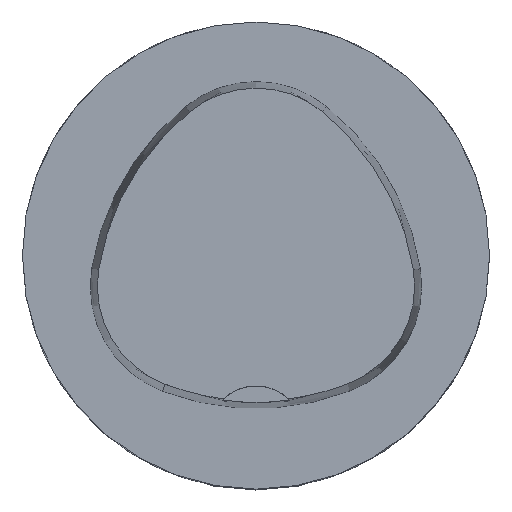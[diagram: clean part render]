
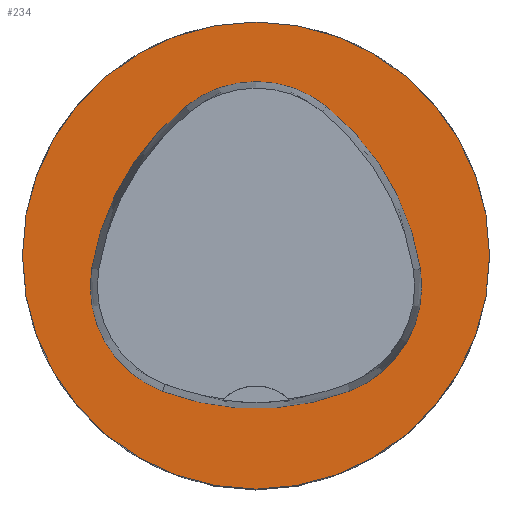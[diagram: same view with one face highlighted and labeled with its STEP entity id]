
A CAD part, top view. The second image highlights one B-rep face of the part: STEP entity #234.
In plain terms, the highlighted planar face has unit normal (0, 0, 1).
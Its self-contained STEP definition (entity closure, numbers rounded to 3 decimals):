
#185=PLANE('',#781);
#234=ADVANCED_FACE('',(#284,#285),#185,.T.);
#284=FACE_BOUND('',#325,.T.);
#285=FACE_BOUND('',#326,.T.);
#325=EDGE_LOOP('',(#420,#421,#422,#423,#424,#425));
#326=EDGE_LOOP('',(#426));
#420=ORIENTED_EDGE('',*,*,#562,.T.);
#421=ORIENTED_EDGE('',*,*,#542,.T.);
#422=ORIENTED_EDGE('',*,*,#546,.T.);
#423=ORIENTED_EDGE('',*,*,#549,.T.);
#424=ORIENTED_EDGE('',*,*,#552,.T.);
#425=ORIENTED_EDGE('',*,*,#560,.T.);
#426=ORIENTED_EDGE('',*,*,#533,.F.);
#486=VERTEX_POINT('',#1174);
#495=VERTEX_POINT('',#1193);
#496=VERTEX_POINT('',#1194);
#499=VERTEX_POINT('',#1202);
#501=VERTEX_POINT('',#1208);
#503=VERTEX_POINT('',#1214);
#510=VERTEX_POINT('',#1235);
#533=EDGE_CURVE('',#486,#486,#587,.T.);
#542=EDGE_CURVE('',#495,#496,#588,.T.);
#546=EDGE_CURVE('',#496,#499,#590,.T.);
#549=EDGE_CURVE('',#499,#501,#592,.T.);
#552=EDGE_CURVE('',#501,#503,#594,.T.);
#560=EDGE_CURVE('',#503,#510,#598,.T.);
#562=EDGE_CURVE('',#510,#495,#600,.T.);
#587=CIRCLE('',#752,25.);
#588=CIRCLE('',#758,28.);
#590=CIRCLE('',#761,12.);
#592=CIRCLE('',#764,28.);
#594=CIRCLE('',#767,12.);
#598=CIRCLE('',#772,28.);
#600=CIRCLE('',#775,12.);
#752=AXIS2_PLACEMENT_3D('',#1173,#882,#883);
#758=AXIS2_PLACEMENT_3D('',#1192,#898,#899);
#761=AXIS2_PLACEMENT_3D('',#1201,#906,#907);
#764=AXIS2_PLACEMENT_3D('',#1207,#913,#914);
#767=AXIS2_PLACEMENT_3D('',#1213,#920,#921);
#772=AXIS2_PLACEMENT_3D('',#1236,#932,#933);
#775=AXIS2_PLACEMENT_3D('',#1239,#938,#939);
#781=AXIS2_PLACEMENT_3D('',#1245,#950,#951);
#882=DIRECTION('',(0.,0.,-1.));
#883=DIRECTION('',(-1.,0.,0.));
#898=DIRECTION('',(0.,0.,-1.));
#899=DIRECTION('',(-1.,0.,0.));
#906=DIRECTION('',(0.,0.,-1.));
#907=DIRECTION('',(-1.,0.,0.));
#913=DIRECTION('',(0.,0.,-1.));
#914=DIRECTION('',(-1.,0.,0.));
#920=DIRECTION('',(0.,0.,-1.));
#921=DIRECTION('',(-1.,0.,0.));
#932=DIRECTION('',(0.,0.,-1.));
#933=DIRECTION('',(-1.,0.,0.));
#938=DIRECTION('',(0.,0.,-1.));
#939=DIRECTION('',(-1.,0.,0.));
#950=DIRECTION('',(0.,0.,1.));
#951=DIRECTION('',(1.,0.,0.));
#1173=CARTESIAN_POINT('',(0.,0.,0.));
#1174=CARTESIAN_POINT('',(-25.,0.,0.));
#1192=CARTESIAN_POINT('',(10.068,-5.824,0.));
#1193=CARTESIAN_POINT('',(-17.584,-1.424,0.));
#1194=CARTESIAN_POINT('',(-7.531,15.953,0.));
#1201=CARTESIAN_POINT('',(0.011,6.62,0.));
#1202=CARTESIAN_POINT('',(7.567,15.942,0.));
#1207=CARTESIAN_POINT('',(-10.063,-5.81,0.));
#1208=CARTESIAN_POINT('',(17.59,-1.418,0.));
#1213=CARTESIAN_POINT('',(5.739,-3.3,0.));
#1214=CARTESIAN_POINT('',(10.05,-14.499,0.));
#1235=CARTESIAN_POINT('',(-10.025,-14.516,0.));
#1236=CARTESIAN_POINT('',(-0.01,11.631,0.));
#1239=CARTESIAN_POINT('',(-5.733,-3.31,0.));
#1245=CARTESIAN_POINT('',(0.,0.,0.));
